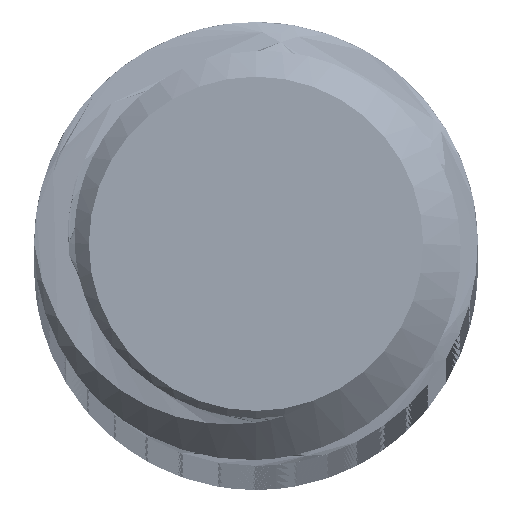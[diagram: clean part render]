
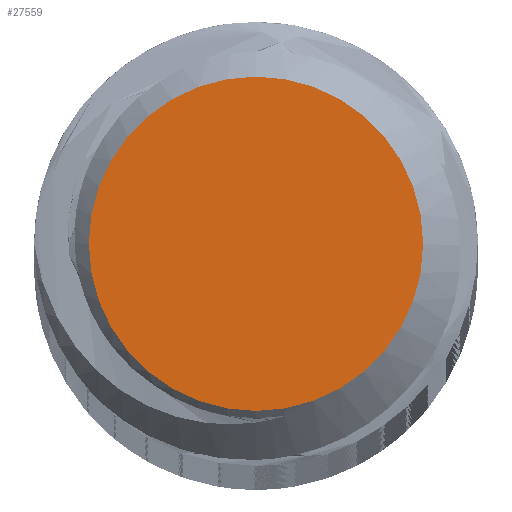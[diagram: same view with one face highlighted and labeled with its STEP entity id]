
A CAD part, top view. The second image highlights one B-rep face of the part: STEP entity #27559.
In plain terms, the highlighted planar face has unit normal (0, 0, 1).
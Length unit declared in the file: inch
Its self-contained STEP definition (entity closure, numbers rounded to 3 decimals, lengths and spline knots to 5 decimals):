
#1327 = FACE_OUTER_BOUND ( 'NONE', #30466, .T. ) ;
#6391 = DIRECTION ( 'NONE',  ( 0., 1., 0. ) ) ;
#9136 = AXIS2_PLACEMENT_3D ( 'NONE', #14961, #31060, #25286 ) ;
#9623 = DIRECTION ( 'NONE',  ( 0., 1., 0. ) ) ;
#10299 = DIRECTION ( 'NONE',  ( 0., 0., 1. ) ) ;
#10351 = ORIENTED_EDGE ( 'NONE', *, *, #33165, .T. ) ;
#10438 = VERTEX_POINT ( 'NONE', #29174 ) ;
#14961 = CARTESIAN_POINT ( 'NONE',  ( 0., 0., 3. ) ) ;
#15137 = CARTESIAN_POINT ( 'NONE',  ( 0., 0.07156, 3. ) ) ;
#21188 = CIRCLE ( 'NONE', #25659, 0.07156 ) ;
#21969 = CARTESIAN_POINT ( 'NONE',  ( 0., 0.095, 3. ) ) ;
#24500 = CIRCLE ( 'NONE', #9136, 0.07156 ) ;
#24941 = DIRECTION ( 'NONE',  ( 0., 0., -1. ) ) ;
#25286 = DIRECTION ( 'NONE',  ( 0., 1., 0. ) ) ;
#25659 = AXIS2_PLACEMENT_3D ( 'NONE', #34291, #10299, #9623 ) ;
#26196 = EDGE_CURVE ( 'NONE', #10438, #26250, #24500, .T. ) ;
#26250 = VERTEX_POINT ( 'NONE', #15137 ) ;
#27559 = ADVANCED_FACE ( 'NONE', ( #1327 ), #30188, .F. ) ;
#28687 = AXIS2_PLACEMENT_3D ( 'NONE', #21969, #24941, #6391 ) ;
#29174 = CARTESIAN_POINT ( 'NONE',  ( 0., -0.07156, 3. ) ) ;
#30188 = PLANE ( 'NONE',  #28687 ) ;
#30208 = ORIENTED_EDGE ( 'NONE', *, *, #26196, .T. ) ;
#30466 = EDGE_LOOP ( 'NONE', ( #10351, #30208 ) ) ;
#31060 = DIRECTION ( 'NONE',  ( 0., 0., 1. ) ) ;
#33165 = EDGE_CURVE ( 'NONE', #26250, #10438, #21188, .T. ) ;
#34291 = CARTESIAN_POINT ( 'NONE',  ( 0., 0., 3. ) ) ;
